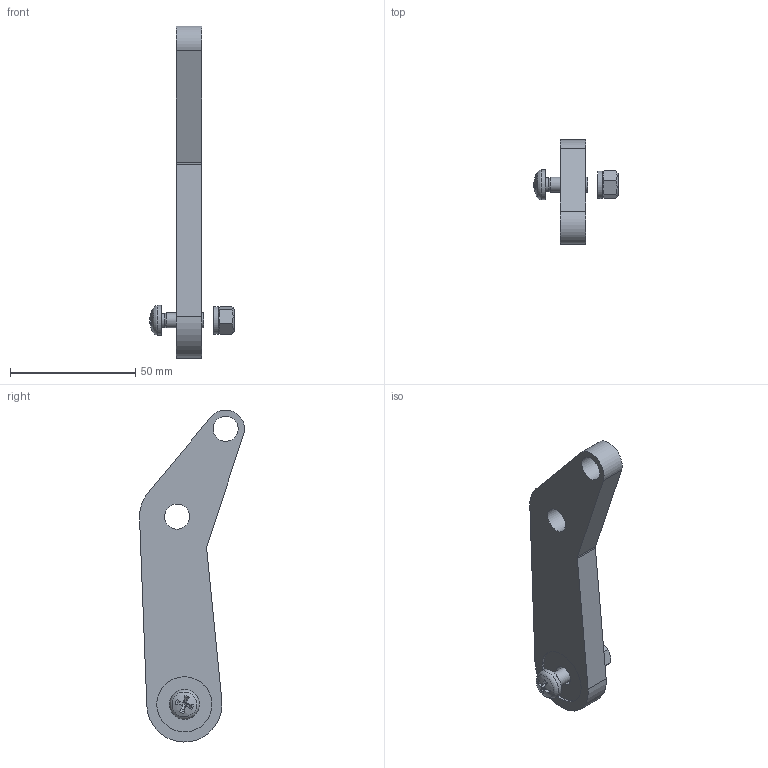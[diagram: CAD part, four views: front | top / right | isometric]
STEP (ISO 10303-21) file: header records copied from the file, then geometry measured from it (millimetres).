
FILE_DESCRIPTION(/* description */ (''),/* implementation_level */ '2;1');
FILE_NAME(/* name */ 'P3.stp',/* time_stamp */ '2021-11-15T10:24:34+02:00',/* author */ ('Mohamed Teleb'),/* organization */ (''),/* preprocessor_version */ 'ST-DEVELOPER v17',/* originating_system */ 'Autodesk Inventor 2019',/* authorisation */ '');
FILE_SCHEMA (('AUTOMOTIVE_DESIGN { 1 0 10303 214 3 1 1 }'));
Length unit declared in the file: millimetre
Products named in the file (6): Assembly1; Arm; Bearings; ISO 7045 - M6 x 30_ - 4.8 - H - ISO; ISO 7092 - ST 6 - 140 HV; ISO 4034 - M6 - ISO
Assembly tree (5 placements, depth 2):
  Assembly1
    Arm
    Bearings
    ISO 7045 - M6 x 30_ - 4.8 - H - ISO
    ISO 7092 - ST 6 - 140 HV
    ISO 4034 - M6 - ISO
Bounding box: 33.55 x 41.86 x 132.44 mm (x, y, z)
Volume: 33601.2 mm3; surface area: 12951.9 mm2
Topology: 5 solids, 5 shells, 63 faces, 152 edges, 100 vertices
Faces by surface type: plane 28, cone 15, cylinder 14, torus 5, sphere 1
Full cylindrical faces by diameter (mm): 4.917 x1, 5.459 x1, 6 x1, 6.4 x1, 8 x1, 10 x2, 11 x1, 22 x2
Entity records: 2279 total; most frequent: CARTESIAN_POINT 566, DIRECTION 317, ORIENTED_EDGE 302, EDGE_CURVE 151, AXIS2_PLACEMENT_3D 135, VERTEX_POINT 100, EDGE_LOOP 77, FACE_OUTER_BOUND 63
